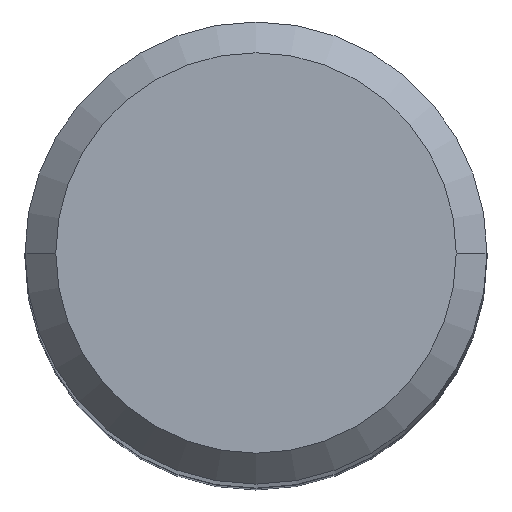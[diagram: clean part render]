
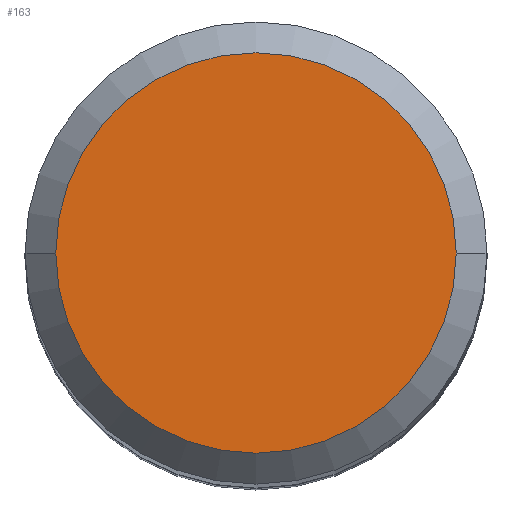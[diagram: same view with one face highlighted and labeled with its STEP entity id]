
A CAD part, top view. The second image highlights one B-rep face of the part: STEP entity #163.
In plain terms, the highlighted planar face has unit normal (0, 0, 1).
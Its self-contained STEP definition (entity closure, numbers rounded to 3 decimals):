
#10 = CARTESIAN_POINT ( 'NONE',  ( 5.2, 0., 0. ) ) ;
#43 = FACE_OUTER_BOUND ( 'NONE', #719, .T. ) ;
#52 = DIRECTION ( 'NONE',  ( 1., 0., 0. ) ) ;
#86 = CIRCLE ( 'NONE', #699, 5.2 ) ;
#122 = CARTESIAN_POINT ( 'NONE',  ( 0., 5.2, 0. ) ) ;
#149 = EDGE_CURVE ( 'NONE', #527, #374, #766, .T. ) ;
#163 = ADVANCED_FACE ( 'NONE', ( #43 ), #653, .F. ) ;
#172 = AXIS2_PLACEMENT_3D ( 'NONE', #122, #556, #431 ) ;
#217 = EDGE_CURVE ( 'NONE', #374, #527, #86, .T. ) ;
#255 = AXIS2_PLACEMENT_3D ( 'NONE', #692, #537, #52 ) ;
#364 = CARTESIAN_POINT ( 'NONE',  ( 0., 0., 0. ) ) ;
#369 = ORIENTED_EDGE ( 'NONE', *, *, #149, .T. ) ;
#374 = VERTEX_POINT ( 'NONE', #568 ) ;
#431 = DIRECTION ( 'NONE',  ( -1., 0., 0. ) ) ;
#527 = VERTEX_POINT ( 'NONE', #10 ) ;
#537 = DIRECTION ( 'NONE',  ( 0., 0., 1. ) ) ;
#556 = DIRECTION ( 'NONE',  ( 0., 0., -1. ) ) ;
#568 = CARTESIAN_POINT ( 'NONE',  ( -5.2, 0., 0. ) ) ;
#614 = DIRECTION ( 'NONE',  ( 0., 0., 1. ) ) ;
#619 = ORIENTED_EDGE ( 'NONE', *, *, #217, .T. ) ;
#653 = PLANE ( 'NONE',  #172 ) ;
#692 = CARTESIAN_POINT ( 'NONE',  ( 0., 0., 0. ) ) ;
#699 = AXIS2_PLACEMENT_3D ( 'NONE', #364, #614, #718 ) ;
#718 = DIRECTION ( 'NONE',  ( 1., 0., 0. ) ) ;
#719 = EDGE_LOOP ( 'NONE', ( #619, #369 ) ) ;
#766 = CIRCLE ( 'NONE', #255, 5.2 ) ;
